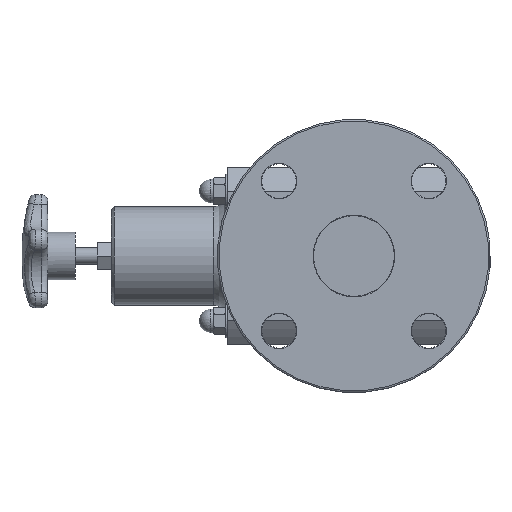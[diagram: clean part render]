
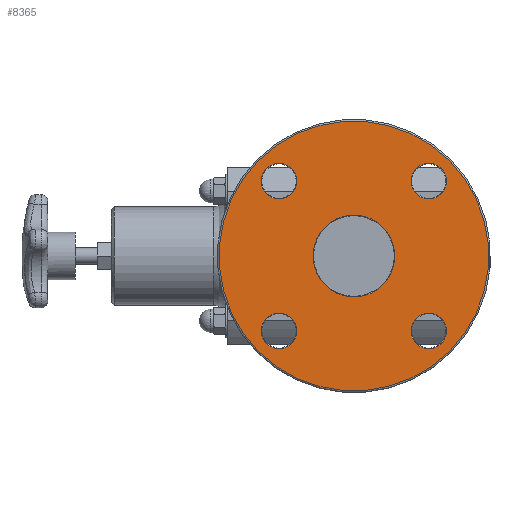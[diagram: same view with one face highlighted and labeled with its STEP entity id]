
A CAD part, left-side view. The second image highlights one B-rep face of the part: STEP entity #8365.
In plain terms, the highlighted planar face has unit normal (-1, 0, 0).
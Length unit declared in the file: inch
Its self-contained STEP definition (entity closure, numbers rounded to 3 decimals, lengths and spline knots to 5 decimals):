
#8259=CARTESIAN_POINT('',(-4.04,3.43355,1.74655));
#8260=VERTEX_POINT('',#8259);
#8261=CARTESIAN_POINT('',(-4.04,1.687,0.));
#8262=DIRECTION('',(1.0,0.,0.));
#8263=DIRECTION('',(0.,-0.707,-0.707));
#8264=AXIS2_PLACEMENT_3D('',#8261,#8262,#8263);
#8265=CIRCLE('',#8264,2.47);
#8266=EDGE_CURVE('',#8260,#8260,#8265,.T.);
#8302=CARTESIAN_POINT('',(-4.04,2.83181,1.14481));
#8303=DIRECTION('',(-1.0,0.0,0.0));
#8304=DIRECTION('',(0.0,-0.707,0.707));
#8305=AXIS2_PLACEMENT_3D('',#8302,#8303,#8304);
#8306=PLANE('',#8305);
#8307=ORIENTED_EDGE('',*,*,#8266,.F.);
#8308=EDGE_LOOP('',(#8307));
#8309=FACE_OUTER_BOUND('',#8308,.T.);
#8310=CARTESIAN_POINT('',(-4.04,0.08717,-1.14021));
#8311=VERTEX_POINT('',#8310);
#8312=CARTESIAN_POINT('',(-4.04,0.31698,-1.37002));
#8313=DIRECTION('',(-1.0,0.,0.));
#8314=DIRECTION('',(0.,0.707,-0.707));
#8315=AXIS2_PLACEMENT_3D('',#8312,#8313,#8314);
#8316=CIRCLE('',#8315,0.325);
#8317=EDGE_CURVE('',#8311,#8311,#8316,.T.);
#8318=ORIENTED_EDGE('',*,*,#8317,.F.);
#8319=EDGE_LOOP('',(#8318));
#8320=FACE_BOUND('',#8319,.T.);
#8321=CARTESIAN_POINT('',(-4.04,2.82721,-1.59983));
#8322=VERTEX_POINT('',#8321);
#8323=CARTESIAN_POINT('',(-4.04,3.05702,-1.37002));
#8324=DIRECTION('',(-1.0,0.,0.));
#8325=DIRECTION('',(0.,0.707,0.707));
#8326=AXIS2_PLACEMENT_3D('',#8323,#8324,#8325);
#8327=CIRCLE('',#8326,0.325);
#8328=EDGE_CURVE('',#8322,#8322,#8327,.T.);
#8329=ORIENTED_EDGE('',*,*,#8328,.F.);
#8330=EDGE_LOOP('',(#8329));
#8331=FACE_BOUND('',#8330,.T.);
#8332=CARTESIAN_POINT('',(-4.04,3.28683,1.14021));
#8333=VERTEX_POINT('',#8332);
#8334=CARTESIAN_POINT('',(-4.04,3.05702,1.37002));
#8335=DIRECTION('',(-1.0,0.,0.));
#8336=DIRECTION('',(0.,-0.707,0.707));
#8337=AXIS2_PLACEMENT_3D('',#8334,#8335,#8336);
#8338=CIRCLE('',#8337,0.325);
#8339=EDGE_CURVE('',#8333,#8333,#8338,.T.);
#8340=ORIENTED_EDGE('',*,*,#8339,.F.);
#8341=EDGE_LOOP('',(#8340));
#8342=FACE_BOUND('',#8341,.T.);
#8343=CARTESIAN_POINT('',(-4.04,2.21592,0.52892));
#8344=VERTEX_POINT('',#8343);
#8345=CARTESIAN_POINT('',(-4.04,1.687,0.));
#8346=DIRECTION('',(-1.,0.,0.));
#8347=DIRECTION('',(0.,-0.707,-0.707));
#8348=AXIS2_PLACEMENT_3D('',#8345,#8346,#8347);
#8349=CIRCLE('',#8348,0.748);
#8350=EDGE_CURVE('',#8344,#8344,#8349,.T.);
#8351=ORIENTED_EDGE('',*,*,#8350,.F.);
#8352=EDGE_LOOP('',(#8351));
#8353=FACE_BOUND('',#8352,.T.);
#8354=CARTESIAN_POINT('',(-4.04,0.54679,1.59983));
#8355=VERTEX_POINT('',#8354);
#8356=CARTESIAN_POINT('',(-4.04,0.31698,1.37002));
#8357=DIRECTION('',(-1.0,0.,0.));
#8358=DIRECTION('',(0.,-0.707,-0.707));
#8359=AXIS2_PLACEMENT_3D('',#8356,#8357,#8358);
#8360=CIRCLE('',#8359,0.325);
#8361=EDGE_CURVE('',#8355,#8355,#8360,.T.);
#8362=ORIENTED_EDGE('',*,*,#8361,.F.);
#8363=EDGE_LOOP('',(#8362));
#8364=FACE_BOUND('',#8363,.T.);
#8365=ADVANCED_FACE('',(#8309,#8320,#8331,#8342,#8353,#8364),#8306,.T.);
